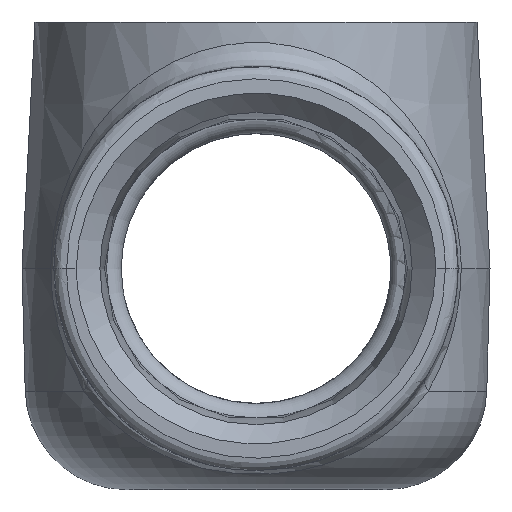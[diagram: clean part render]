
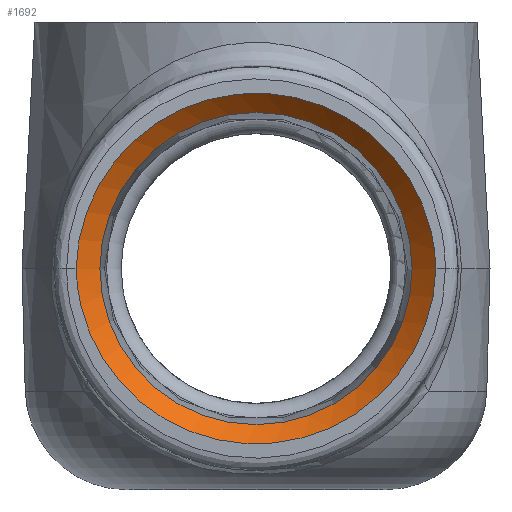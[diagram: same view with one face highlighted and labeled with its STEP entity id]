
A CAD part, left-side view. The second image highlights one B-rep face of the part: STEP entity #1692.
In plain terms, the highlighted conical face has half-angle 45 degrees and reference radius 22.619 mm.
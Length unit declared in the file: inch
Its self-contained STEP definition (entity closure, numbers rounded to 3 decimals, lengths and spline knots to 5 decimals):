
#106=ELLIPSE('',#1819,0.89142,0.89081);
#119=ELLIPSE('',#1870,0.89142,0.89081);
#175=FACE_OUTER_BOUND('',#277,.T.);
#277=EDGE_LOOP('',(#1264,#1265,#1266,#1267,#1268));
#440=LINE('',#4599,#520);
#520=VECTOR('',#2197,0.8905);
#600=CIRCLE('',#1852,0.7725);
#708=VERTEX_POINT('',#2725);
#711=VERTEX_POINT('',#2730);
#748=VERTEX_POINT('',#4509);
#885=EDGE_CURVE('',#708,#711,#106,.F.);
#936=EDGE_CURVE('',#748,#748,#600,.T.);
#954=EDGE_CURVE('',#748,#711,#440,.T.);
#955=EDGE_CURVE('',#711,#708,#119,.F.);
#1264=ORIENTED_EDGE('',*,*,#936,.T.);
#1265=ORIENTED_EDGE('',*,*,#954,.T.);
#1266=ORIENTED_EDGE('',*,*,#955,.T.);
#1267=ORIENTED_EDGE('',*,*,#885,.T.);
#1268=ORIENTED_EDGE('',*,*,#954,.F.);
#1657=CONICAL_SURFACE('',#1869,0.8905,0.785);
#1692=ADVANCED_FACE('',(#175),#1657,.F.);
#1819=AXIS2_PLACEMENT_3D('',#2732,#2076,#2077);
#1852=AXIS2_PLACEMENT_3D('',#4511,#2159,#2160);
#1869=AXIS2_PLACEMENT_3D('',#4598,#2195,#2196);
#1870=AXIS2_PLACEMENT_3D('',#4600,#2198,#2199);
#2076=DIRECTION('center_axis',(1.,0.,-0.026));
#2077=DIRECTION('ref_axis',(-0.026,0.,-1.));
#2159=DIRECTION('center_axis',(1.,0.,0.));
#2160=DIRECTION('ref_axis',(0.,1.,0.));
#2195=DIRECTION('center_axis',(-1.,0.,0.));
#2196=DIRECTION('ref_axis',(0.,-1.,0.));
#2197=DIRECTION('',(-0.707,0.707,0.));
#2198=DIRECTION('center_axis',(1.,0.,0.026));
#2199=DIRECTION('ref_axis',(-0.026,0.,1.));
#2725=CARTESIAN_POINT('',(-4.00133,-0.8905,0.));
#2730=CARTESIAN_POINT('',(-4.00133,0.8905,0.));
#2732=CARTESIAN_POINT('Origin',(-4.00194,0.,
-0.02333));
#4509=CARTESIAN_POINT('',(-3.88333,0.7725,0.));
#4511=CARTESIAN_POINT('Origin',(-3.88333,0.,0.));
#4598=CARTESIAN_POINT('Origin',(-4.00133,0.,
0.));
#4599=CARTESIAN_POINT('',(-4.00133,0.8905,0.));
#4600=CARTESIAN_POINT('Origin',(-4.00194,0.,
0.02333));
